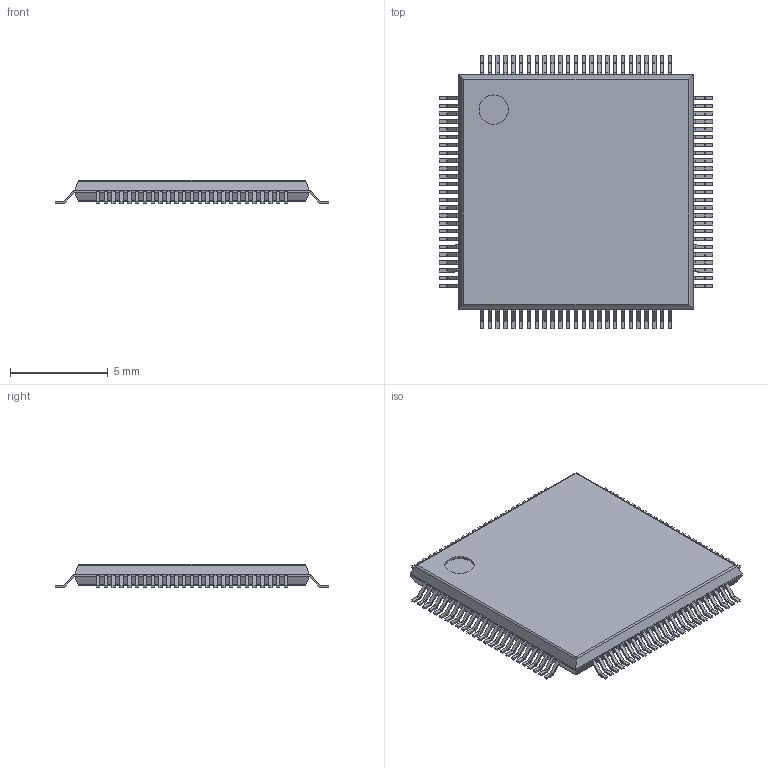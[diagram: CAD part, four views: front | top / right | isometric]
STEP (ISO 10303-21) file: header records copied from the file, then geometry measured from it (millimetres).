
FILE_DESCRIPTION(('FreeCAD Model'),'2;1');
FILE_NAME('18471995.1.1.stp','2023-07-28T11:23:56',( 'Author'),(''),'Open CASCADE STEP processor 6.9','FreeCAD','Unknown' );
FILE_SCHEMA(('AUTOMOTIVE_DESIGN { 1 0 10303 214 1 1 1 1 }'));
Length unit declared in the file: millimetre
Products named in the file (4): ASSEMBLY; Body; PinsArrayLR; PinsArrayTB
Assembly tree (3 placements, depth 2):
  ASSEMBLY
    Body
    PinsArrayLR
    PinsArrayTB
Bounding box: 14 x 14 x 1.2 mm (x, y, z)
Volume: 155.3 mm3; surface area: 394.3 mm2
Topology: 101 solids, 101 shells, 1324 faces, 3347 edges, 2226 vertices
Faces by surface type: plane 1015, cylinder 309
Full cylindrical faces by diameter (mm): 1.5 x1
Entity records: 84578 total; most frequent: CARTESIAN_POINT 15723, DIRECTION 12791, LINE 8613, VECTOR 8613, ORIENTED_EDGE 6694, PCURVE 6694, DEFINITIONAL_REPRESENTATION 6694, EDGE_CURVE 3347
